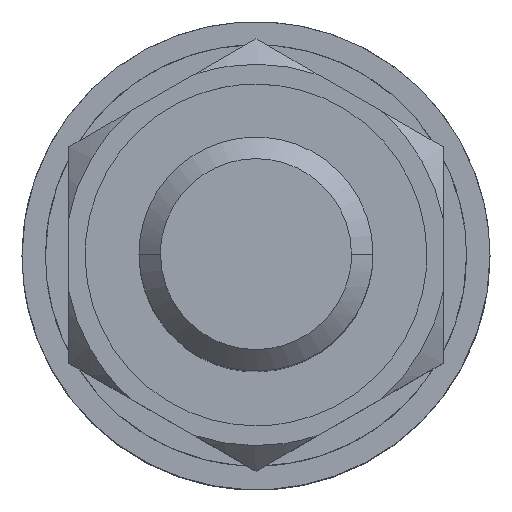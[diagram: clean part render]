
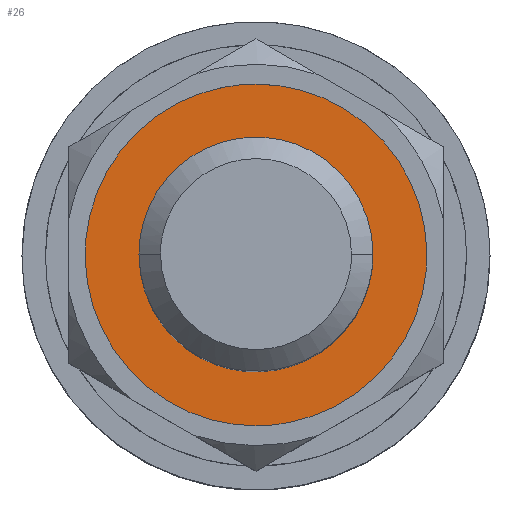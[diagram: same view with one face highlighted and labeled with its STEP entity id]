
A CAD part, top view. The second image highlights one B-rep face of the part: STEP entity #26.
In plain terms, the highlighted planar face has unit normal (0, 0, 1).
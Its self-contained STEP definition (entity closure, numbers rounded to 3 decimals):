
#26=ADVANCED_FACE('',(#154,#143),#1811,.T.);
#143=FACE_BOUND('',#272,.T.);
#154=FACE_OUTER_BOUND('',#271,.T.);
#271=EDGE_LOOP('',(#399,#400));
#272=EDGE_LOOP('',(#401,#402));
#399=ORIENTED_EDGE('',*,*,#1015,.F.);
#400=ORIENTED_EDGE('',*,*,#1011,.F.);
#401=ORIENTED_EDGE('',*,*,#983,.F.);
#402=ORIENTED_EDGE('',*,*,#987,.F.);
#983=EDGE_CURVE('',#1569,#1570,#1479,.T.);
#987=EDGE_CURVE('',#1570,#1569,#1481,.T.);
#1011=EDGE_CURVE('',#1567,#1568,#1492,.T.);
#1015=EDGE_CURVE('',#1568,#1567,#1494,.T.);
#1479=(
BOUNDED_CURVE()
B_SPLINE_CURVE(2,(#2594,#2595,#2596,#2597,#2598),.UNSPECIFIED.,.F.,.F.)
B_SPLINE_CURVE_WITH_KNOTS((3,2,3),(0.,7.854,15.708),
 .UNSPECIFIED.)
CURVE()
GEOMETRIC_REPRESENTATION_ITEM()
RATIONAL_B_SPLINE_CURVE((1.,0.707,1.,0.707,1.))
REPRESENTATION_ITEM('')
);
#1481=(
BOUNDED_CURVE()
B_SPLINE_CURVE(2,(#2608,#2609,#2610,#2611,#2612),.UNSPECIFIED.,.F.,.F.)
B_SPLINE_CURVE_WITH_KNOTS((3,2,3),(0.,7.854,15.708),
 .UNSPECIFIED.)
CURVE()
GEOMETRIC_REPRESENTATION_ITEM()
RATIONAL_B_SPLINE_CURVE((1.,0.707,1.,0.707,1.))
REPRESENTATION_ITEM('')
);
#1492=(
BOUNDED_CURVE()
B_SPLINE_CURVE(2,(#2695,#2696,#2697,#2698,#2699),.UNSPECIFIED.,.F.,.F.)
B_SPLINE_CURVE_WITH_KNOTS((3,2,3),(-22.934,-11.467,
0.),.UNSPECIFIED.)
CURVE()
GEOMETRIC_REPRESENTATION_ITEM()
RATIONAL_B_SPLINE_CURVE((1.,0.707,1.,0.707,1.))
REPRESENTATION_ITEM('')
);
#1494=(
BOUNDED_CURVE()
B_SPLINE_CURVE(2,(#2709,#2710,#2711,#2712,#2713),.UNSPECIFIED.,.F.,.F.)
B_SPLINE_CURVE_WITH_KNOTS((3,2,3),(-22.934,-11.467,
0.),.UNSPECIFIED.)
CURVE()
GEOMETRIC_REPRESENTATION_ITEM()
RATIONAL_B_SPLINE_CURVE((1.,0.707,1.,0.707,1.))
REPRESENTATION_ITEM('')
);
#1567=VERTEX_POINT('',#2552);
#1568=VERTEX_POINT('',#2553);
#1569=VERTEX_POINT('',#2554);
#1570=VERTEX_POINT('',#2555);
#1811=PLANE('',#2049);
#2049=AXIS2_PLACEMENT_3D('',#2183,#2116,$);
#2116=DIRECTION('',(0.,0.,1.));
#2183=CARTESIAN_POINT('',(-8.88,8.88,-20.6));
#2552=CARTESIAN_POINT('',(0.,-7.3,-20.6));
#2553=CARTESIAN_POINT('',(0.,7.3,-20.6));
#2554=CARTESIAN_POINT('',(5.,0.,-20.6));
#2555=CARTESIAN_POINT('',(-5.,0.,-20.6));
#2594=CARTESIAN_POINT('',(5.,0.,-20.6));
#2595=CARTESIAN_POINT('',(5.,5.,-20.6));
#2596=CARTESIAN_POINT('',(0.,5.,-20.6));
#2597=CARTESIAN_POINT('',(-5.,5.,-20.6));
#2598=CARTESIAN_POINT('',(-5.,0.,-20.6));
#2608=CARTESIAN_POINT('',(-5.,0.,-20.6));
#2609=CARTESIAN_POINT('',(-5.,-5.,-20.6));
#2610=CARTESIAN_POINT('',(0.,-5.,-20.6));
#2611=CARTESIAN_POINT('',(5.,-5.,-20.6));
#2612=CARTESIAN_POINT('',(5.,0.,-20.6));
#2695=CARTESIAN_POINT('',(0.,-7.3,-20.6));
#2696=CARTESIAN_POINT('',(-7.3,-7.3,-20.6));
#2697=CARTESIAN_POINT('',(-7.3,0.,-20.6));
#2698=CARTESIAN_POINT('',(-7.3,7.3,-20.6));
#2699=CARTESIAN_POINT('',(0.,7.3,-20.6));
#2709=CARTESIAN_POINT('',(0.,7.3,-20.6));
#2710=CARTESIAN_POINT('',(7.3,7.3,-20.6));
#2711=CARTESIAN_POINT('',(7.3,0.,-20.6));
#2712=CARTESIAN_POINT('',(7.3,-7.3,-20.6));
#2713=CARTESIAN_POINT('',(0.,-7.3,-20.6));
